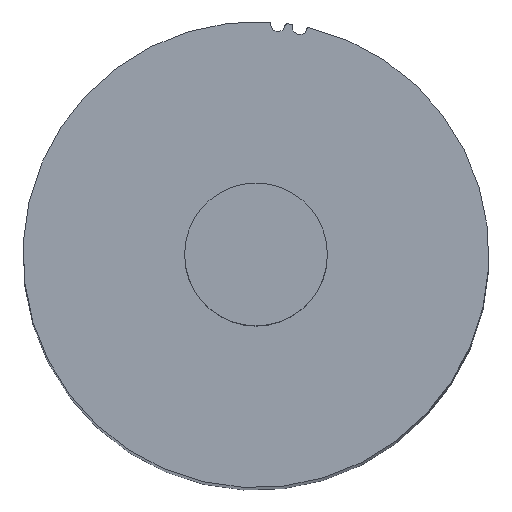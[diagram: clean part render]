
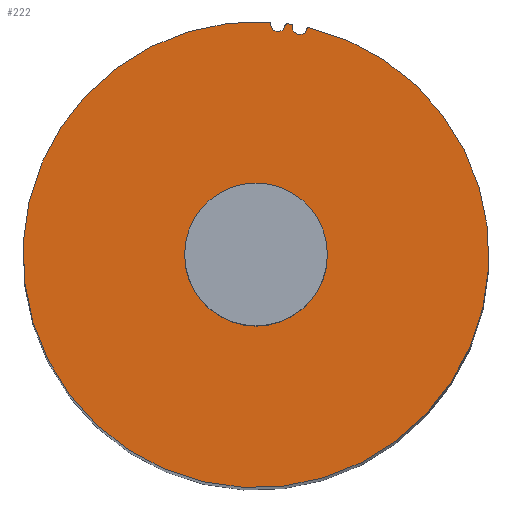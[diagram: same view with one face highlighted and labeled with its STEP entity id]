
A CAD part, top view. The second image highlights one B-rep face of the part: STEP entity #222.
In plain terms, the highlighted planar face has unit normal (0, 0, 1).
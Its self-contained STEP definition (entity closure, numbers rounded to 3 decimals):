
#13=CARTESIAN_POINT('',(5.855,30.377,100.));
#14=DIRECTION('',(0.,0.,1.));
#15=DIRECTION('',(-1.,-0.001,0.));
#16=AXIS2_PLACEMENT_3D('',#13,#14,#15);
#18=CARTESIAN_POINT('',(7.053,30.039,100.));
#19=DIRECTION('',(0.,0.,1.));
#20=DIRECTION('',(0.229,0.974,0.));
#21=AXIS2_PLACEMENT_3D('',#18,#19,#20);
#23=CARTESIAN_POINT('',(1.696,30.809,100.));
#24=DIRECTION('',(0.,0.,1.));
#25=DIRECTION('',(0.935,-0.356,0.));
#26=AXIS2_PLACEMENT_3D('',#23,#24,#25);
#28=CARTESIAN_POINT('',(2.941,30.796,100.));
#29=DIRECTION('',(0.,0.,1.));
#30=DIRECTION('',(-0.995,-0.096,0.));
#31=AXIS2_PLACEMENT_3D('',#28,#29,#30);
#33=CARTESIAN_POINT('',(4.166,30.573,100.));
#34=DIRECTION('',(0.,0.,1.));
#35=DIRECTION('',(0.135,0.991,0.));
#36=AXIS2_PLACEMENT_3D('',#33,#34,#35);
#38=CARTESIAN_POINT('',(4.616,30.509,100.));
#39=DIRECTION('',(0.,0.,1.));
#40=DIRECTION('',(0.896,-0.443,0.));
#41=AXIS2_PLACEMENT_3D('',#38,#39,#40);
#43=CARTESIAN_POINT('',(0.,0.,100.));
#44=DIRECTION('',(0.,0.,1.));
#45=DIRECTION('',(1.,0.,0.));
#46=AXIS2_PLACEMENT_3D('',#43,#44,#45);
#48=CARTESIAN_POINT('',(0.,0.,100.));
#49=DIRECTION('',(0.,0.,1.));
#50=DIRECTION('',(-1.,0.,0.));
#51=AXIS2_PLACEMENT_3D('',#48,#49,#50);
#70=CARTESIAN_POINT('',(0.,0.,100.));
#71=DIRECTION('',(0.,0.,1.));
#72=DIRECTION('',(0.055,0.998,0.));
#73=AXIS2_PLACEMENT_3D('',#70,#71,#72);
#79=CARTESIAN_POINT('',(0.,0.,100.));
#80=DIRECTION('',(0.,0.,1.));
#81=DIRECTION('',(0.15,0.989,0.));
#82=AXIS2_PLACEMENT_3D('',#79,#80,#81);
#153=CARTESIAN_POINT('',(1.975,30.703,100.));
#154=CARTESIAN_POINT('',(3.871,30.522,100.));
#155=VERTEX_POINT('',#153);
#156=VERTEX_POINT('',#154);
#157=CARTESIAN_POINT('',(4.206,30.87,100.));
#158=VERTEX_POINT('',#157);
#159=CARTESIAN_POINT('',(1.712,31.108,100.));
#160=VERTEX_POINT('',#159);
#169=CARTESIAN_POINT('',(4.885,30.376,100.));
#170=CARTESIAN_POINT('',(6.755,30.016,100.));
#171=VERTEX_POINT('',#169);
#172=VERTEX_POINT('',#170);
#173=CARTESIAN_POINT('',(7.122,30.33,100.));
#174=VERTEX_POINT('',#173);
#175=CARTESIAN_POINT('',(4.661,30.804,100.));
#176=VERTEX_POINT('',#175);
#189=CARTESIAN_POINT('',(9.55,0.,100.));
#190=CARTESIAN_POINT('',(-9.55,0.,100.));
#191=VERTEX_POINT('',#189);
#192=VERTEX_POINT('',#190);
#193=CARTESIAN_POINT('',(0.,0.,100.));
#194=DIRECTION('',(0.,0.,1.));
#195=DIRECTION('',(0.,1.,0.));
#196=AXIS2_PLACEMENT_3D('',#193,#194,#195);
#197=PLANE('',#196);
#199=ORIENTED_EDGE('',*,*,#198,.T.);
#201=ORIENTED_EDGE('',*,*,#200,.F.);
#203=ORIENTED_EDGE('',*,*,#202,.F.);
#205=ORIENTED_EDGE('',*,*,#204,.F.);
#207=ORIENTED_EDGE('',*,*,#206,.T.);
#209=ORIENTED_EDGE('',*,*,#208,.F.);
#211=ORIENTED_EDGE('',*,*,#210,.F.);
#213=ORIENTED_EDGE('',*,*,#212,.F.);
#214=EDGE_LOOP('',(#199,#201,#203,#205,#207,#209,#211,#213));
#215=FACE_OUTER_BOUND('',#214,.F.);
#217=ORIENTED_EDGE('',*,*,#216,.T.);
#219=ORIENTED_EDGE('',*,*,#218,.T.);
#220=EDGE_LOOP('',(#217,#219));
#221=FACE_BOUND('',#220,.F.);
#17=CIRCLE('',#16,0.97);
#22=CIRCLE('',#21,0.299);
#27=CIRCLE('',#26,0.299);
#32=CIRCLE('',#31,0.97);
#37=CIRCLE('',#36,0.299);
#42=CIRCLE('',#41,0.299);
#47=CIRCLE('',#46,9.55);
#52=CIRCLE('',#51,9.55);
#74=CIRCLE('',#73,31.155);
#83=CIRCLE('',#82,31.155);
#198=EDGE_CURVE('',#171,#172,#17,.T.);
#200=EDGE_CURVE('',#174,#172,#22,.T.);
#202=EDGE_CURVE('',#160,#174,#74,.T.);
#204=EDGE_CURVE('',#155,#160,#27,.T.);
#206=EDGE_CURVE('',#155,#156,#32,.T.);
#208=EDGE_CURVE('',#158,#156,#37,.T.);
#210=EDGE_CURVE('',#176,#158,#83,.T.);
#212=EDGE_CURVE('',#171,#176,#42,.T.);
#216=EDGE_CURVE('',#191,#192,#47,.T.);
#218=EDGE_CURVE('',#192,#191,#52,.T.);
#222=ADVANCED_FACE('',(#215,#221),#197,.T.);
